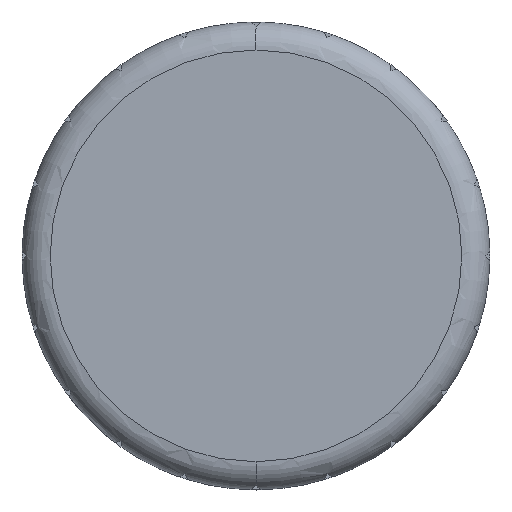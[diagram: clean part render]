
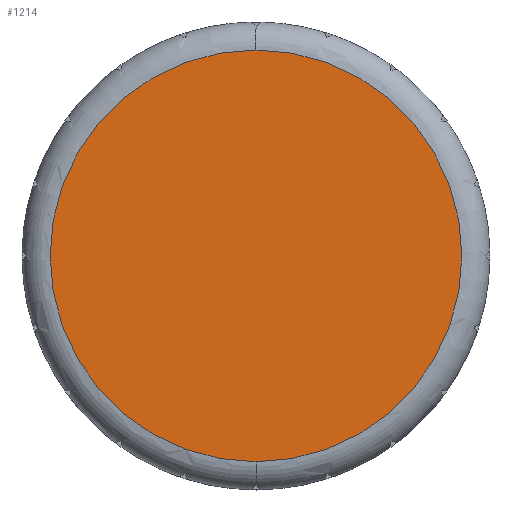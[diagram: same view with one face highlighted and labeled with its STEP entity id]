
A CAD part, top view. The second image highlights one B-rep face of the part: STEP entity #1214.
In plain terms, the highlighted planar face has unit normal (0, 0, 1).
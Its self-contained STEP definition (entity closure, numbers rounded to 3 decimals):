
#924=EDGE_CURVE('',#978,#942,#2271,.T.);
#942=VERTEX_POINT('',#2290);
#962=EDGE_CURVE('',#1060,#978,#2312,.T.);
#978=VERTEX_POINT('',#2328);
#1060=VERTEX_POINT('',#2414);
#1214=ADVANCED_FACE('',(#2585),#2586,.T.);
#1950=EDGE_CURVE('',#942,#1060,#3407,.T.);
#2271=CIRCLE('',#3974,11.0);
#2290=CARTESIAN_POINT('',(0.,-11.0,34.0));
#2312=CIRCLE('',#4055,11.0);
#2328=CARTESIAN_POINT('',(11.0,0.,34.0));
#2414=CARTESIAN_POINT('',(0.,11.0,34.0));
#2585=FACE_OUTER_BOUND('',#4564,.T.);
#2586=PLANE('',#4565);
#3407=CIRCLE('',#5977,11.0);
#3974=AXIS2_PLACEMENT_3D('',#6350,#6351,#6352);
#4055=AXIS2_PLACEMENT_3D('',#6381,#6382,#6383);
#4564=EDGE_LOOP('',(#6645,#6646,#6647));
#4565=AXIS2_PLACEMENT_3D('',#6648,#6649,#6650);
#5977=AXIS2_PLACEMENT_3D('',#7671,#7672,#7673);
#6350=CARTESIAN_POINT('',(0.0,0.,34.0));
#6351=DIRECTION('',(0.0,0.,-1.0));
#6352=DIRECTION('',(1.0,0.0,0.0));
#6381=CARTESIAN_POINT('',(0.0,0.,34.0));
#6382=DIRECTION('',(0.0,0.,-1.0));
#6383=DIRECTION('',(1.0,0.0,0.0));
#6645=ORIENTED_EDGE('',*,*,#924,.F.);
#6646=ORIENTED_EDGE('',*,*,#962,.F.);
#6647=ORIENTED_EDGE('',*,*,#1950,.F.);
#6648=CARTESIAN_POINT('',(5.5,0.,34.0));
#6649=DIRECTION('',(0.0,0.,1.0));
#6650=DIRECTION('',(-1.0,0.0,0.0));
#7671=CARTESIAN_POINT('',(0.0,0.,34.0));
#7672=DIRECTION('',(0.0,0.,-1.0));
#7673=DIRECTION('',(1.0,0.0,0.0));
